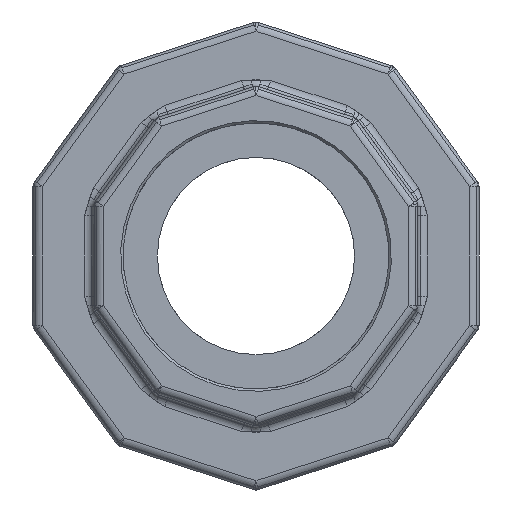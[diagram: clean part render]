
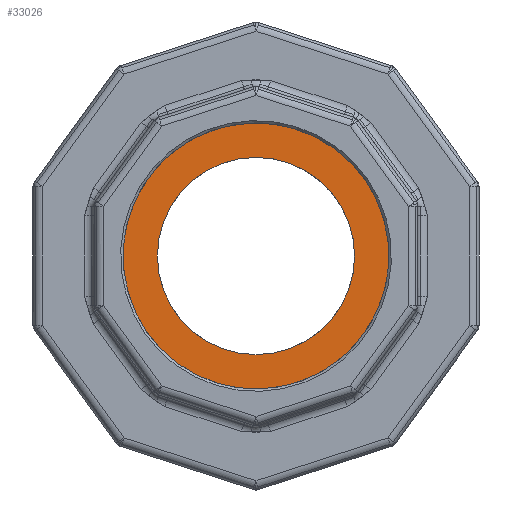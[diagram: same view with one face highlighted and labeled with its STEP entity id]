
A CAD part, left-side view. The second image highlights one B-rep face of the part: STEP entity #33026.
In plain terms, the highlighted planar face has unit normal (-1, 0, 0).
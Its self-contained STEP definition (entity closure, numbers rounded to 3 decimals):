
#22013=CARTESIAN_POINT('',(-65.,16.651,-22.918));
#22014=VERTEX_POINT('',#22013);
#22024=CARTESIAN_POINT('',(-65.,0.,0.));
#22025=DIRECTION('',(-1.,0.,0.));
#22026=DIRECTION('',(0.,0.588,-0.809));
#22027=AXIS2_PLACEMENT_3D('',#22024,#22025,#22026);
#22028=CIRCLE('',#22027,28.328);
#22029=EDGE_CURVE('',#22014,#22014,#22028,.T.);
#32993=CARTESIAN_POINT('',(-65.,21.,-0.));
#32994=VERTEX_POINT('',#32993);
#33004=CARTESIAN_POINT('',(-65.,0.,0.));
#33005=DIRECTION('',(1.,0.,0.));
#33006=DIRECTION('',(-0.,1.,0.));
#33007=AXIS2_PLACEMENT_3D('',#33004,#33005,#33006);
#33008=CIRCLE('',#33007,21.);
#33009=EDGE_CURVE('',#32994,#32994,#33008,.T.);
#33015=CARTESIAN_POINT('',(-65.,38.5,0.));
#33016=DIRECTION('',(-1.,0.,0.));
#33017=DIRECTION('',(0.,0.,1.));
#33018=AXIS2_PLACEMENT_3D('',#33015,#33016,#33017);
#33019=PLANE('',#33018);
#33020=ORIENTED_EDGE('',*,*,#22029,.T.);
#33021=EDGE_LOOP('',(#33020));
#33022=FACE_BOUND('',#33021,.T.);
#33023=ORIENTED_EDGE('',*,*,#33009,.T.);
#33024=EDGE_LOOP('',(#33023));
#33025=FACE_BOUND('',#33024,.T.);
#33026=ADVANCED_FACE('',(#33022,#33025),#33019,.T.);
